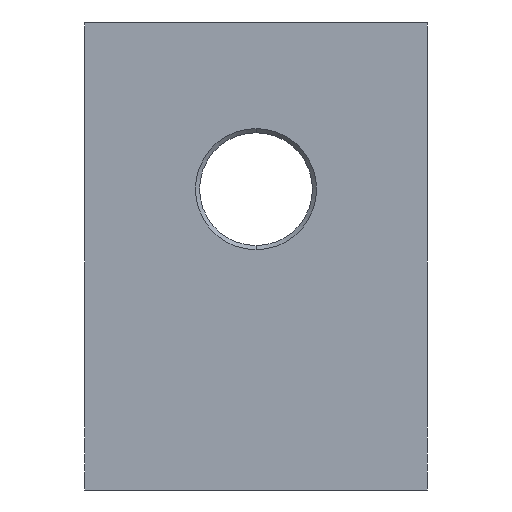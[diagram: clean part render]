
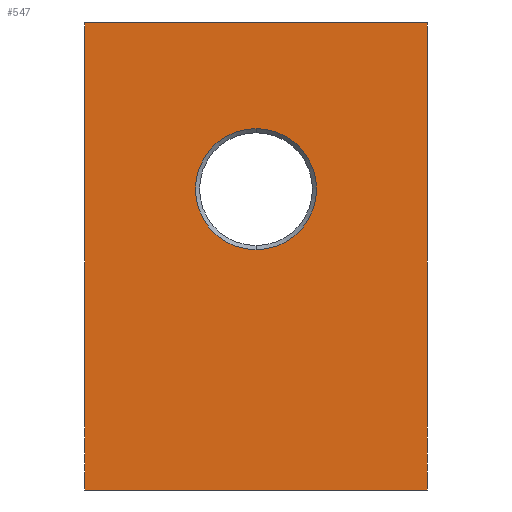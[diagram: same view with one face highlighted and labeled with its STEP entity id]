
A CAD part, front view. The second image highlights one B-rep face of the part: STEP entity #547.
In plain terms, the highlighted planar face has unit normal (0, -1, 0).
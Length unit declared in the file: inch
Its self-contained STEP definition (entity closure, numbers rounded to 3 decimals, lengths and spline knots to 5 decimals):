
#11 = LINE ( 'NONE', #327, #167 ) ;
#26 = CARTESIAN_POINT ( 'NONE',  ( 0., 0., 1.41732 ) ) ;
#62 = DIRECTION ( 'NONE',  ( 0., 1., 0. ) ) ;
#64 = EDGE_CURVE ( 'NONE', #667, #796, #952, .T. ) ;
#90 = DIRECTION ( 'NONE',  ( 0., 0., -1. ) ) ;
#144 = EDGE_CURVE ( 'NONE', #973, #790, #212, .T. ) ;
#162 = DIRECTION ( 'NONE',  ( 1., 0., 0. ) ) ;
#167 = VECTOR ( 'NONE', #385, 39.37008 ) ;
#197 = DIRECTION ( 'NONE',  ( 0., 0., -1. ) ) ;
#212 = CIRCLE ( 'NONE', #567, 0.28543 ) ;
#213 = AXIS2_PLACEMENT_3D ( 'NONE', #771, #62, #518 ) ;
#239 = ORIENTED_EDGE ( 'NONE', *, *, #450, .T. ) ;
#241 = CARTESIAN_POINT ( 'NONE',  ( 0., 0., 1.41732 ) ) ;
#247 = CARTESIAN_POINT ( 'NONE',  ( 0.80709, 0., 2.20472 ) ) ;
#250 = CARTESIAN_POINT ( 'NONE',  ( 0.80709, 0., 2.20472 ) ) ;
#259 = EDGE_CURVE ( 'NONE', #790, #973, #520, .T. ) ;
#265 = DIRECTION ( 'NONE',  ( 0., -1., 0. ) ) ;
#278 = EDGE_LOOP ( 'NONE', ( #295, #500 ) ) ;
#295 = ORIENTED_EDGE ( 'NONE', *, *, #144, .F. ) ;
#327 = CARTESIAN_POINT ( 'NONE',  ( 0.80709, 0., 0. ) ) ;
#358 = VERTEX_POINT ( 'NONE', #563 ) ;
#368 = FACE_BOUND ( 'NONE', #278, .T. ) ;
#385 = DIRECTION ( 'NONE',  ( 1., 0., 0. ) ) ;
#400 = DIRECTION ( 'NONE',  ( 0., -1., 0. ) ) ;
#441 = ORIENTED_EDGE ( 'NONE', *, *, #776, .F. ) ;
#450 = EDGE_CURVE ( 'NONE', #507, #358, #622, .T. ) ;
#500 = ORIENTED_EDGE ( 'NONE', *, *, #259, .F. ) ;
#507 = VERTEX_POINT ( 'NONE', #651 ) ;
#518 = DIRECTION ( 'NONE',  ( 0., 0., 1. ) ) ;
#520 = CIRCLE ( 'NONE', #582, 0.28543 ) ;
#529 = EDGE_LOOP ( 'NONE', ( #604, #600, #441, #239 ) ) ;
#547 = ADVANCED_FACE ( 'NONE', ( #594, #368 ), #833, .F. ) ;
#558 = CARTESIAN_POINT ( 'NONE',  ( 0.80709, 0., 0. ) ) ;
#563 = CARTESIAN_POINT ( 'NONE',  ( -0.80709, 0., 0. ) ) ;
#567 = AXIS2_PLACEMENT_3D ( 'NONE', #241, #400, #713 ) ;
#570 = CARTESIAN_POINT ( 'NONE',  ( 0., 0., 1.13189 ) ) ;
#582 = AXIS2_PLACEMENT_3D ( 'NONE', #26, #265, #197 ) ;
#594 = FACE_OUTER_BOUND ( 'NONE', #529, .T. ) ;
#600 = ORIENTED_EDGE ( 'NONE', *, *, #64, .F. ) ;
#601 = CARTESIAN_POINT ( 'NONE',  ( 0.80709, 0., 2.20472 ) ) ;
#604 = ORIENTED_EDGE ( 'NONE', *, *, #857, .T. ) ;
#622 = LINE ( 'NONE', #948, #835 ) ;
#651 = CARTESIAN_POINT ( 'NONE',  ( -0.80709, 0., 2.20472 ) ) ;
#667 = VERTEX_POINT ( 'NONE', #601 ) ;
#702 = CARTESIAN_POINT ( 'NONE',  ( 0., 0., 1.70276 ) ) ;
#713 = DIRECTION ( 'NONE',  ( 0., 0., -1. ) ) ;
#720 = VECTOR ( 'NONE', #162, 39.37008 ) ;
#771 = CARTESIAN_POINT ( 'NONE',  ( 0.80709, 0., 2.20472 ) ) ;
#776 = EDGE_CURVE ( 'NONE', #507, #667, #1020, .T. ) ;
#790 = VERTEX_POINT ( 'NONE', #702 ) ;
#796 = VERTEX_POINT ( 'NONE', #558 ) ;
#833 = PLANE ( 'NONE',  #213 ) ;
#835 = VECTOR ( 'NONE', #874, 39.37008 ) ;
#857 = EDGE_CURVE ( 'NONE', #358, #796, #11, .T. ) ;
#874 = DIRECTION ( 'NONE',  ( 0., 0., -1. ) ) ;
#934 = VECTOR ( 'NONE', #90, 39.37008 ) ;
#948 = CARTESIAN_POINT ( 'NONE',  ( -0.80709, 0., 2.20472 ) ) ;
#952 = LINE ( 'NONE', #247, #934 ) ;
#973 = VERTEX_POINT ( 'NONE', #570 ) ;
#1020 = LINE ( 'NONE', #250, #720 ) ;
